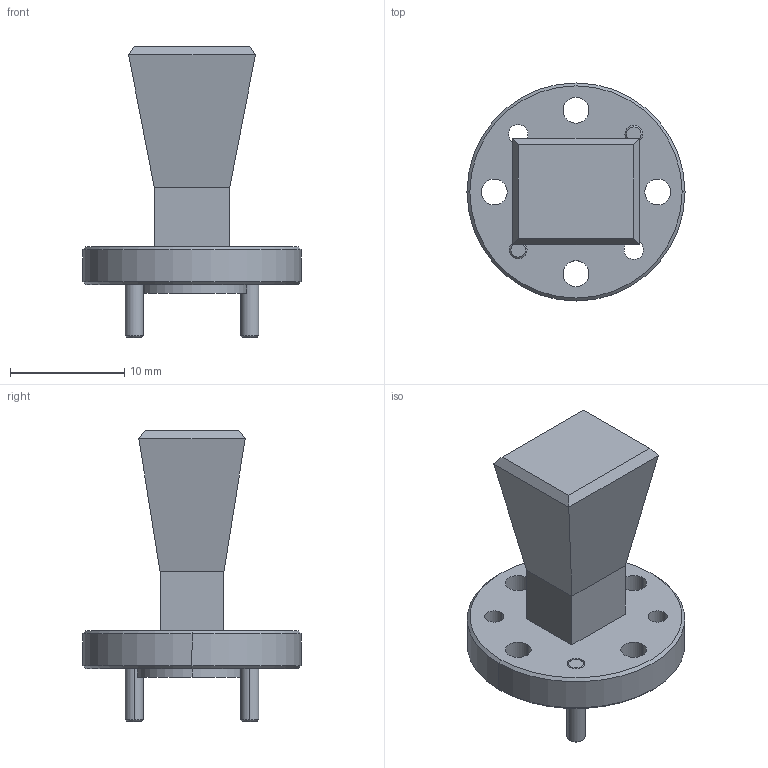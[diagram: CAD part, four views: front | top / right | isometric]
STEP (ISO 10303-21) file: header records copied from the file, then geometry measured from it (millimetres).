
FILE_DESCRIPTION (( 'STEP AP203' ), '1' );
FILE_NAME ('SAR-2507-03-S2, CTRLD.STEP', '2017-06-09T16:45:28', ( '' ), ( '' ), 'SwSTEP 2.0', 'SolidWorks 2013', '' );
FILE_SCHEMA (( 'CONFIG_CONTROL_DESIGN' ));
Length unit declared in the file: inch
Products named in the file (1): SAR-2507-03-S2, CTRLD
Bounding box: 19.05 x 19.05 x 25.46 mm (x, y, z)
Volume: 1967.3 mm3; surface area: 1569 mm2
Topology: 3 solids, 3 shells, 81 faces, 182 edges, 114 vertices
Faces by surface type: cylinder 32, plane 29, cone 20
Entity records: 2373 total; most frequent: DIRECTION 432, CARTESIAN_POINT 378, ORIENTED_EDGE 364, EDGE_CURVE 182, AXIS2_PLACEMENT_3D 168, VERTEX_POINT 114, EDGE_LOOP 104, LINE 96
